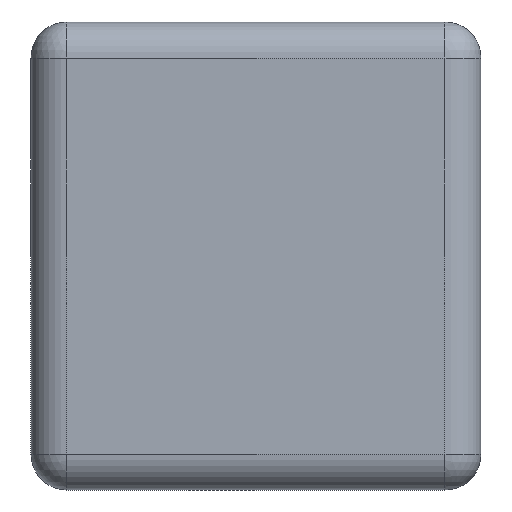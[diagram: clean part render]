
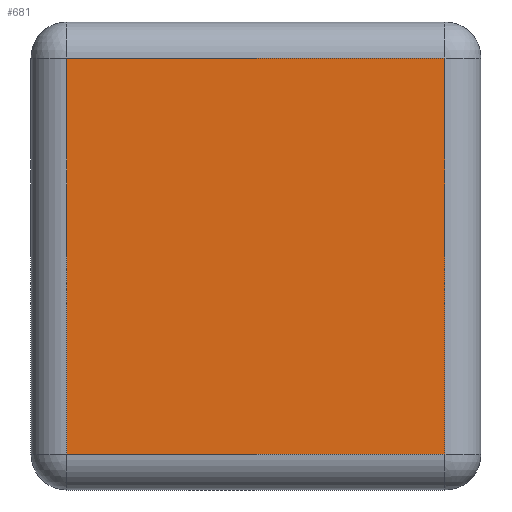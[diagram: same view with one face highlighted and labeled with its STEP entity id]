
A CAD part, left-side view. The second image highlights one B-rep face of the part: STEP entity #681.
In plain terms, the highlighted planar face has unit normal (-1, 0, 0).
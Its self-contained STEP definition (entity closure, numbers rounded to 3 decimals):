
#39=PLANE('',#755);
#73=FACE_OUTER_BOUND('',#119,.T.);
#119=EDGE_LOOP('',(#545,#546,#547,#548));
#160=LINE('',#1110,#216);
#161=LINE('',#1112,#217);
#166=LINE('',#1122,#222);
#167=LINE('',#1124,#223);
#216=VECTOR('',#888,1.1);
#217=VECTOR('',#891,1.05);
#222=VECTOR('',#902,1.05);
#223=VECTOR('',#905,1.1);
#311=VERTEX_POINT('',#1078);
#314=VERTEX_POINT('',#1085);
#316=VERTEX_POINT('',#1090);
#318=VERTEX_POINT('',#1096);
#389=EDGE_CURVE('',#316,#318,#160,.T.);
#390=EDGE_CURVE('',#318,#314,#161,.T.);
#396=EDGE_CURVE('',#311,#316,#166,.T.);
#397=EDGE_CURVE('',#314,#311,#167,.T.);
#545=ORIENTED_EDGE('',*,*,#389,.F.);
#546=ORIENTED_EDGE('',*,*,#396,.F.);
#547=ORIENTED_EDGE('',*,*,#397,.F.);
#548=ORIENTED_EDGE('',*,*,#390,.F.);
#681=ADVANCED_FACE('',(#73),#39,.T.);
#755=AXIS2_PLACEMENT_3D('',#1142,#925,#926);
#888=DIRECTION('',(0.,0.,1.));
#891=DIRECTION('',(0.,-1.,0.));
#902=DIRECTION('',(0.,1.,0.));
#905=DIRECTION('',(0.,0.,-1.));
#925=DIRECTION('center_axis',(-1.,0.,0.));
#926=DIRECTION('ref_axis',(0.,0.,1.));
#1078=CARTESIAN_POINT('',(-1.005,-0.525,0.1));
#1085=CARTESIAN_POINT('',(-1.005,-0.525,1.2));
#1090=CARTESIAN_POINT('',(-1.005,0.525,0.1));
#1096=CARTESIAN_POINT('',(-1.005,0.525,1.2));
#1110=CARTESIAN_POINT('',(-1.005,0.525,0.));
#1112=CARTESIAN_POINT('',(-1.005,-0.313,1.2));
#1122=CARTESIAN_POINT('',(-1.005,-0.313,0.1));
#1124=CARTESIAN_POINT('',(-1.005,-0.525,0.));
#1142=CARTESIAN_POINT('Origin',(-1.005,-0.625,0.));
